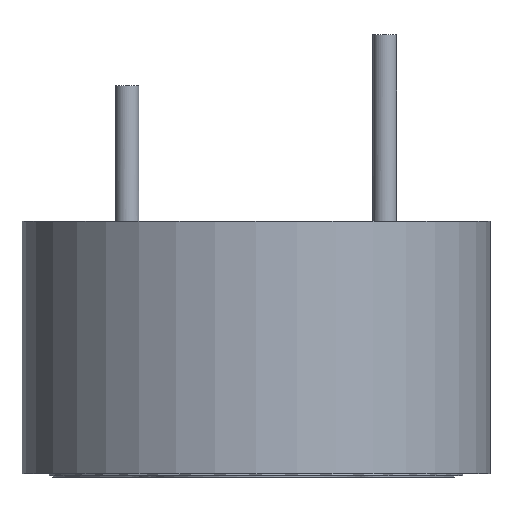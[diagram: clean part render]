
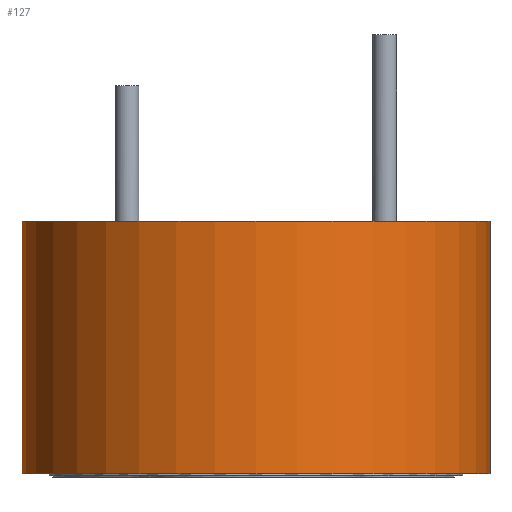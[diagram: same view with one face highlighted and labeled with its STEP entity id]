
A CAD part, front view. The second image highlights one B-rep face of the part: STEP entity #127.
In plain terms, the highlighted cylindrical face has radius 6.9 mm (diameter 13.8 mm), a partial arc.
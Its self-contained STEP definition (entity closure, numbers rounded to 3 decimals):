
#4 = VECTOR ( 'NONE', #314, 1000. ) ;
#43 = AXIS2_PLACEMENT_3D ( 'NONE', #655, #654, #653 ) ;
#51 = CIRCLE ( 'NONE', #43, 6.9 ) ;
#65 = EDGE_CURVE ( 'NONE', #1667, #1691, #164, .T. ) ;
#127 = ADVANCED_FACE ( 'NONE', ( #1056 ), #1125, .T. ) ;
#164 = CIRCLE ( 'NONE', #165, 6.9 ) ;
#165 = AXIS2_PLACEMENT_3D ( 'NONE', #574, #602, #506 ) ;
#254 = CARTESIAN_POINT ( 'NONE',  ( -6.9, 0., 0.05 ) ) ;
#288 = LINE ( 'NONE', #254, #4 ) ;
#314 = DIRECTION ( 'NONE',  ( 0., 0., 1. ) ) ;
#357 = CARTESIAN_POINT ( 'NONE',  ( 6.9, 0., 0.05 ) ) ;
#394 = DIRECTION ( 'NONE',  ( 0., 0., 1. ) ) ;
#399 = LINE ( 'NONE', #357, #1197 ) ;
#506 = DIRECTION ( 'NONE',  ( 1., 0., 0. ) ) ;
#574 = CARTESIAN_POINT ( 'NONE',  ( 0., 0., 7.5 ) ) ;
#602 = DIRECTION ( 'NONE',  ( 0., 0., -1. ) ) ;
#609 = ORIENTED_EDGE ( 'NONE', *, *, #1352, .F. ) ;
#613 = ORIENTED_EDGE ( 'NONE', *, *, #1387, .T. ) ;
#627 = ORIENTED_EDGE ( 'NONE', *, *, #65, .T. ) ;
#653 = DIRECTION ( 'NONE',  ( 1., 0., 0. ) ) ;
#654 = DIRECTION ( 'NONE',  ( 0., 0., 1. ) ) ;
#655 = CARTESIAN_POINT ( 'NONE',  ( 0., 0., 0.05 ) ) ;
#853 = CARTESIAN_POINT ( 'NONE',  ( -6.9, 0., 7.5 ) ) ;
#880 = CARTESIAN_POINT ( 'NONE',  ( -6.9, 0., 0.05 ) ) ;
#881 = CARTESIAN_POINT ( 'NONE',  ( 6.9, 0., 0.05 ) ) ;
#884 = CARTESIAN_POINT ( 'NONE',  ( 6.9, 0., 7.5 ) ) ;
#1045 = DIRECTION ( 'NONE',  ( 1., 0., 0. ) ) ;
#1056 = FACE_OUTER_BOUND ( 'NONE', #1720, .T. ) ;
#1105 = DIRECTION ( 'NONE',  ( 0., 0., 1. ) ) ;
#1125 = CYLINDRICAL_SURFACE ( 'NONE', #1226, 6.9 ) ;
#1153 = CARTESIAN_POINT ( 'NONE',  ( 0., 0., 0.05 ) ) ;
#1197 = VECTOR ( 'NONE', #394, 1000. ) ;
#1226 = AXIS2_PLACEMENT_3D ( 'NONE', #1153, #1105, #1045 ) ;
#1340 = EDGE_CURVE ( 'NONE', #1668, #1667, #399, .T. ) ;
#1352 = EDGE_CURVE ( 'NONE', #1670, #1691, #288, .T. ) ;
#1387 = EDGE_CURVE ( 'NONE', #1670, #1668, #51, .T. ) ;
#1667 = VERTEX_POINT ( 'NONE', #884 ) ;
#1668 = VERTEX_POINT ( 'NONE', #881 ) ;
#1670 = VERTEX_POINT ( 'NONE', #880 ) ;
#1691 = VERTEX_POINT ( 'NONE', #853 ) ;
#1703 = ORIENTED_EDGE ( 'NONE', *, *, #1340, .T. ) ;
#1720 = EDGE_LOOP ( 'NONE', ( #609, #613, #1703, #627 ) ) ;
